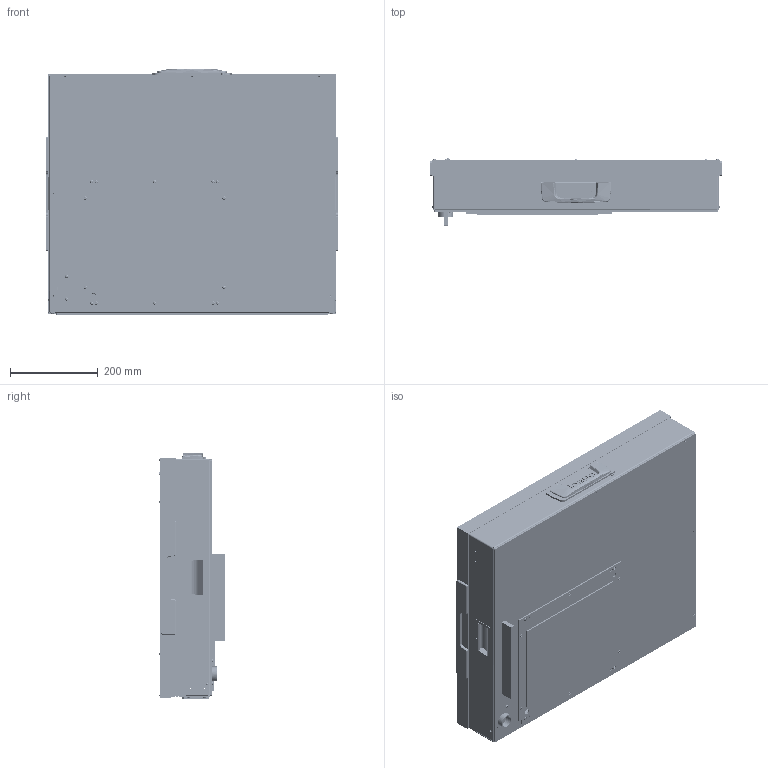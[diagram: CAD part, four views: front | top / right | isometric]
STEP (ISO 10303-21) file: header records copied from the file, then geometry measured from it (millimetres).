
FILE_DESCRIPTION (( 'STEP AP214' ), '1' );
FILE_NAME ('INGUN_107710.STEP', '2021-03-30T11:47:23', ( '' ), ( '' ), 'SwSTEP 2.0', 'SolidWorks 2018', '' );
FILE_SCHEMA (( 'AUTOMOTIVE_DESIGN' ));
Length unit declared in the file: millimetre
Products named in the file (68): 41899~3_flexiebel <S>; 9905~1_S; 104844~0_S; 104841~3_S; DIN7991~n_M05,0x010; 104838~2_S; 19420~3; 107216~0_KUNDE<S>; 37967~1; DIN7991~n_M04,0x010; 102963~4_S; 104835~2_KUNDE<Default>; ISO7380~n_M04,0x010; ISO7380~n_M04,0x012; 104834~1_KUNDE<Standard>; DIN985-A2~n_M04,0; ISO7380~n_M03,0x025; KS-113-Master~-k-s_KS-113 23; DIN7991~n_M03,0x006; ASR~-a-s-r_拱05,2x07x拌10; Gewindebuchse~n_M04-09,5 offen; GKS-114-0015~-g-k-s_Hub = 08,0 <S>; 2196~6; 102964~0_S; 104837~2_S; ISO7380~n_M03,0x006; INGUN_107710; 101552~2_S; 11657~0; DIN125~n_06,4 M06,0 Fase; 2281~0; 107712~1; 107216_einteilig~2_KUNDE<S>; 53731~0; DIN912~n_M04,0x012; 3917~3_M 3 A; 104117~0_S; 35469~1_ausgefahren 185,5<Standard>; 104839~2; DIN125~n_03,2 M03,0 ...
Assembly tree (154 placements, depth 4):
  INGUN_107710
    104833~2_KUNDE<S>
      104834~1_KUNDE<Standard>
      104835~2_KUNDE<Default>
      104837~2_S
      107216~0_KUNDE<S>
        107216_einteilig~2_KUNDE<S>
      105963~2_KUNDE<S>  x2
      48726~2_S  x2
      48565~1_S  x2
      52626~3_S
      49317~0  x2
      2196~6  x2
      2229~6  x2
      19420~3
      11657~0
      ASR~-a-s-r_拱05,2x07x拌10  x2
      DIN125~n_06,4 M06,0 Fase  x2
      ISO7380~n_M03,0x006  x10
      DIN912~n_M04,0x006  x2
      DIN7991~n_M03,0x006  x4
      DIN7991~n_M04,0x014 VA  x4
      ISO7380~n_M04,0x012  x2
      41899~3_flexiebel <S>
        KS-113-Master~-k-s_KS-113 23
        GKS-114-0015~-g-k-s_Hub = 08,0 <S>
        53731~0
        3917~3_M 3 A
    104838~2_S
      104840~2_S
        104841~3_S
        43707~0_S  x4
        104117~0_S
      104839~2
      2281~0_360ø<Standard>  x2
        2281~0
      37188~1_S  x2
      102963~4_S
      32171~0_S
      53106~0_S  x2
      1878~0
      101552~2_S
      102964~0_S  x2
      Gewindebuchse~n_M04-09,5 offen  x2
      DIN7991~n_M04,0x010  x2
      DIN7991~n_M05,0x010  x8
      DIN912~n_M04,0x012
      ISO7380~n_M04,0x010  x4
      ISO7380~n_M03,0x025  x2
      DIN985-A2~n_M03,0  x2
      DIN125~n_03,2 M03,0  x2
      DIN125~n_06,4 M06,0 Fase  x2
      DIN125~n_04,3 M04,0  x4
      DIN985-A2~n_M04,0
    35469~1_ausgefahren 185,5<Standard>
      K_02037~0_Standard ohne Dyn Punkt<Standard>
      K_02038~0
    37967~1
      K_02037~0
      K_02038~0
Bounding box: 666 x 152.1 x 562.02 mm (x, y, z)
Volume: 8521944 mm3; surface area: 3357801.7 mm2
Topology: 146 solids, 146 shells, 4781 faces, 11678 edges, 7497 vertices
Faces by surface type: cylinder 2486, plane 1636, cone 412, torus 142, bspline 101, sphere 4
Entity records: 92956 total; most frequent: CARTESIAN_POINT 27423, DIRECTION 12940, ORIENTED_EDGE 11792, EDGE_CURVE 5896, AXIS2_PLACEMENT_3D 4966, VERTEX_POINT 3784, VECTOR 3008, LINE 3008
